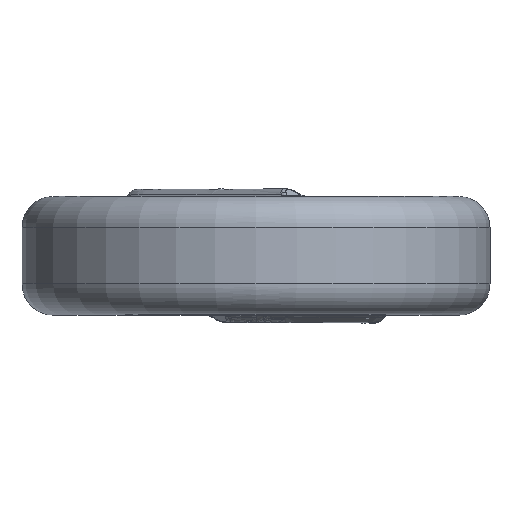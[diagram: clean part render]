
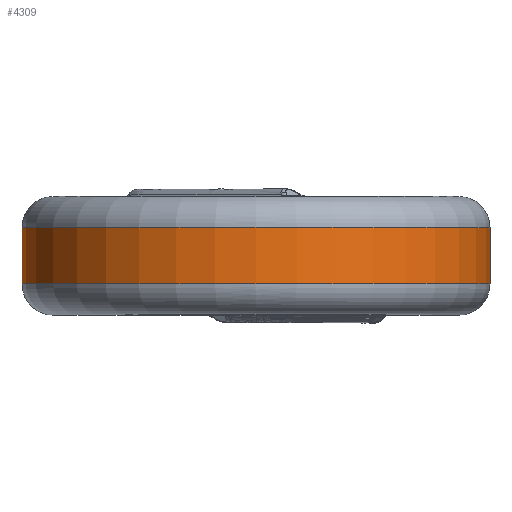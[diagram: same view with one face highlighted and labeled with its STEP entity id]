
A CAD part, top view. The second image highlights one B-rep face of the part: STEP entity #4309.
In plain terms, the highlighted cylindrical face has radius 7.5 mm (diameter 15 mm), a full revolution.
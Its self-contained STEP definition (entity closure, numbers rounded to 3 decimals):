
#20=CYLINDRICAL_SURFACE('',#4480,7.5);
#40=CIRCLE('',#4475,7.5);
#42=CIRCLE('',#4479,7.5);
#825=ORIENTED_EDGE('',*,*,#1668,.T.);
#826=ORIENTED_EDGE('',*,*,#1676,.T.);
#1668=EDGE_CURVE('',#2112,#2112,#40,.F.);
#1676=EDGE_CURVE('',#2119,#2119,#42,.T.);
#2112=VERTEX_POINT('',#7614);
#2119=VERTEX_POINT('',#7664);
#2572=EDGE_LOOP('',(#825));
#2573=EDGE_LOOP('',(#826));
#2780=FACE_BOUND('',#2572,.T.);
#2781=FACE_BOUND('',#2573,.T.);
#4309=ADVANCED_FACE('',(#2780,#2781),#20,.T.);
#4475=AXIS2_PLACEMENT_3D('',#7613,#4660,#4661);
#4479=AXIS2_PLACEMENT_3D('',#7663,#4669,#4670);
#4480=AXIS2_PLACEMENT_3D('',#7685,#4671,#4672);
#4660=DIRECTION('',(0.,1.,0.));
#4661=DIRECTION('',(0.,0.,1.));
#4669=DIRECTION('',(0.,1.,0.));
#4670=DIRECTION('',(0.,0.,1.));
#4671=DIRECTION('',(0.,1.,0.));
#4672=DIRECTION('',(0.,0.,1.));
#7613=CARTESIAN_POINT('',(0.,0.9,0.));
#7614=CARTESIAN_POINT('',(0.,0.9,7.5));
#7663=CARTESIAN_POINT('',(0.,-0.9,0.));
#7664=CARTESIAN_POINT('',(0.,-0.9,7.5));
#7685=CARTESIAN_POINT('',(0.,-1.9,0.));
